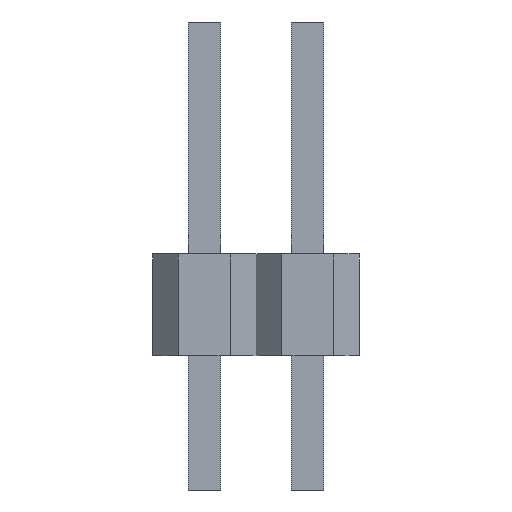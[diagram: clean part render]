
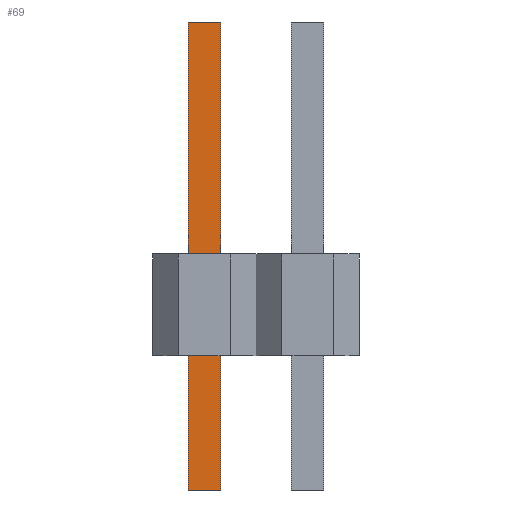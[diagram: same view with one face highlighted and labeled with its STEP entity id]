
A CAD part, front view. The second image highlights one B-rep face of the part: STEP entity #69.
In plain terms, the highlighted planar face has unit normal (0, -1, 0).
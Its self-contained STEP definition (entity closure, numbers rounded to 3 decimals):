
#37 = EDGE_CURVE ( 'NONE', #646, #1035, #1044, .T. ) ;
#69 = ADVANCED_FACE ( 'NONE', ( #444 ), #178, .T. ) ;
#82 = VECTOR ( 'NONE', #1096, 1000. ) ;
#143 = LINE ( 'NONE', #831, #82 ) ;
#178 = PLANE ( 'NONE',  #301 ) ;
#195 = CARTESIAN_POINT ( 'NONE',  ( -2.927, -0.4, 8.215 ) ) ;
#198 = VERTEX_POINT ( 'NONE', #195 ) ;
#281 = EDGE_CURVE ( 'NONE', #198, #646, #143, .T. ) ;
#301 = AXIS2_PLACEMENT_3D ( 'NONE', #1038, #534, #1128 ) ;
#311 = DIRECTION ( 'NONE',  ( -1., 0., 0. ) ) ;
#354 = CARTESIAN_POINT ( 'NONE',  ( -2.927, -0.4, -3.285 ) ) ;
#398 = LINE ( 'NONE', #727, #670 ) ;
#444 = FACE_OUTER_BOUND ( 'NONE', #869, .T. ) ;
#471 = ORIENTED_EDGE ( 'NONE', *, *, #281, .T. ) ;
#534 = DIRECTION ( 'NONE',  ( 0., -1., 0. ) ) ;
#546 = ORIENTED_EDGE ( 'NONE', *, *, #866, .T. ) ;
#613 = CARTESIAN_POINT ( 'NONE',  ( -2.127, -0.4, 8.215 ) ) ;
#640 = CARTESIAN_POINT ( 'NONE',  ( -2.927, -0.4, 8.215 ) ) ;
#646 = VERTEX_POINT ( 'NONE', #354 ) ;
#670 = VECTOR ( 'NONE', #1071, 1000. ) ;
#727 = CARTESIAN_POINT ( 'NONE',  ( -2.127, -0.4, 8.215 ) ) ;
#745 = ORIENTED_EDGE ( 'NONE', *, *, #37, .T. ) ;
#792 = CARTESIAN_POINT ( 'NONE',  ( -2.127, -0.4, -3.285 ) ) ;
#829 = EDGE_CURVE ( 'NONE', #1023, #1035, #398, .T. ) ;
#831 = CARTESIAN_POINT ( 'NONE',  ( -2.927, -0.4, 8.215 ) ) ;
#866 = EDGE_CURVE ( 'NONE', #1023, #198, #1089, .T. ) ;
#869 = EDGE_LOOP ( 'NONE', ( #546, #471, #745, #999 ) ) ;
#876 = CARTESIAN_POINT ( 'NONE',  ( -2.927, -0.4, -3.285 ) ) ;
#880 = DIRECTION ( 'NONE',  ( 1., 0., 0. ) ) ;
#999 = ORIENTED_EDGE ( 'NONE', *, *, #829, .F. ) ;
#1011 = VECTOR ( 'NONE', #880, 1000. ) ;
#1023 = VERTEX_POINT ( 'NONE', #613 ) ;
#1035 = VERTEX_POINT ( 'NONE', #792 ) ;
#1038 = CARTESIAN_POINT ( 'NONE',  ( -2.927, -0.4, 8.215 ) ) ;
#1044 = LINE ( 'NONE', #876, #1011 ) ;
#1071 = DIRECTION ( 'NONE',  ( 0., 0., -1. ) ) ;
#1085 = VECTOR ( 'NONE', #311, 1000. ) ;
#1089 = LINE ( 'NONE', #640, #1085 ) ;
#1096 = DIRECTION ( 'NONE',  ( 0., 0., -1. ) ) ;
#1128 = DIRECTION ( 'NONE',  ( 0., 0., -1. ) ) ;
